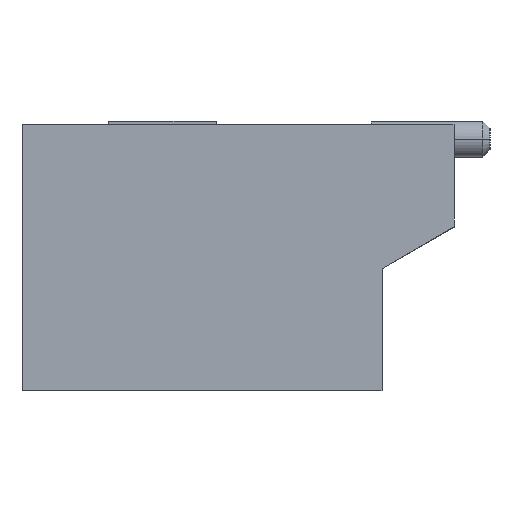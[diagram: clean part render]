
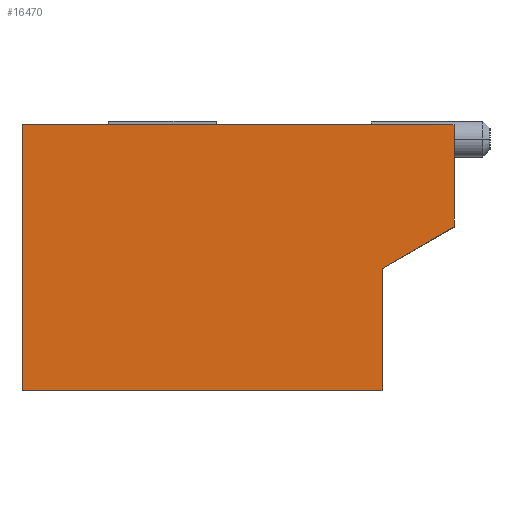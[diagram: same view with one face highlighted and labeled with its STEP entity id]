
A CAD part, left-side view. The second image highlights one B-rep face of the part: STEP entity #16470.
In plain terms, the highlighted planar face has unit normal (-1, 0, 0).
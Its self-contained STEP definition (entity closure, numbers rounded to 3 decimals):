
#9490=CARTESIAN_POINT('',(-13.5,-5.,-0.));
#9500=VERTEX_POINT('',#9490);
#9530=CARTESIAN_POINT('',(-13.5,-5.,1.7));
#9540=DIRECTION('',(0.,0.,-1.));
#9550=VECTOR('',#9540,1.7);
#9560=LINE('',#9530,#9550);
#9570=CARTESIAN_POINT('',(-13.5,-5.,1.7));
#9580=VERTEX_POINT('',#9570);
#9590=EDGE_CURVE('',#9580,#9500,#9560,.T.);
#14810=CARTESIAN_POINT('',(-13.5,0.,3.7));
#14820=VERTEX_POINT('',#14810);
#14850=CARTESIAN_POINT('',(-13.5,0.,3.7));
#14860=DIRECTION('',(0.,0.,-1.));
#14870=VECTOR('',#14860,3.7);
#14880=LINE('',#14850,#14870);
#14890=CARTESIAN_POINT('',(-13.5,0.,-0.));
#14900=VERTEX_POINT('',#14890);
#14910=EDGE_CURVE('',#14820,#14900,#14880,.T.);
#15710=CARTESIAN_POINT('',(-13.5,-6.,2.277));
#15720=DIRECTION('',(0.,0.866,-0.5));
#15730=VECTOR('',#15720,1.155);
#15740=LINE('',#15710,#15730);
#15750=CARTESIAN_POINT('',(-13.5,-6.,2.277));
#15760=VERTEX_POINT('',#15750);
#15770=EDGE_CURVE('',#15760,#9580,#15740,.T.);
#16170=CARTESIAN_POINT('',(-13.5,-3.323,0.));
#16180=DIRECTION('',(-1.,-0.,0.));
#16190=DIRECTION('',(0.,-1.,0.));
#16200=AXIS2_PLACEMENT_3D('',#16170,#16180,#16190);
#16210=PLANE('',#16200);
#16220=CARTESIAN_POINT('',(-13.5,-1.1,3.7));
#16230=DIRECTION('',(0.,1.,0.));
#16240=VECTOR('',#16230,1.);
#16250=LINE('',#16220,#16240);
#16260=CARTESIAN_POINT('',(-13.5,-6.,3.7));
#16270=VERTEX_POINT('',#16260);
#16280=EDGE_CURVE('',#16270,#14820,#16250,.T.);
#16290=ORIENTED_EDGE('',*,*,#16280,.T.);
#16300=CARTESIAN_POINT('',(-13.5,-6.,2.277));
#16310=DIRECTION('',(0.,0.,1.));
#16320=VECTOR('',#16310,1.423);
#16330=LINE('',#16300,#16320);
#16340=EDGE_CURVE('',#15760,#16270,#16330,.T.);
#16350=ORIENTED_EDGE('',*,*,#16340,.T.);
#16360=ORIENTED_EDGE('',*,*,#15770,.F.);
#16370=ORIENTED_EDGE('',*,*,#9590,.F.);
#16380=CARTESIAN_POINT('',(-13.5,0.,0.));
#16390=DIRECTION('',(0.,-1.,0.));
#16400=VECTOR('',#16390,0.927);
#16410=LINE('',#16380,#16400);
#16420=EDGE_CURVE('',#14900,#9500,#16410,.T.);
#16430=ORIENTED_EDGE('',*,*,#16420,.T.);
#16440=ORIENTED_EDGE('',*,*,#14910,.T.);
#16450=EDGE_LOOP('',(#16440,#16430,#16370,#16360,#16350,#16290));
#16460=FACE_OUTER_BOUND('',#16450,.T.);
#16470=ADVANCED_FACE('',(#16460),#16210,.T.);
